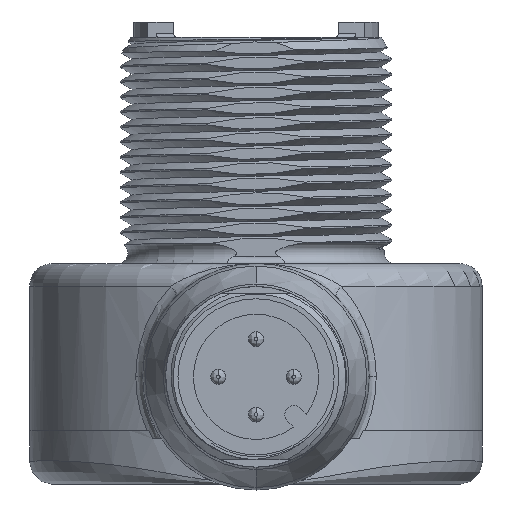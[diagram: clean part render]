
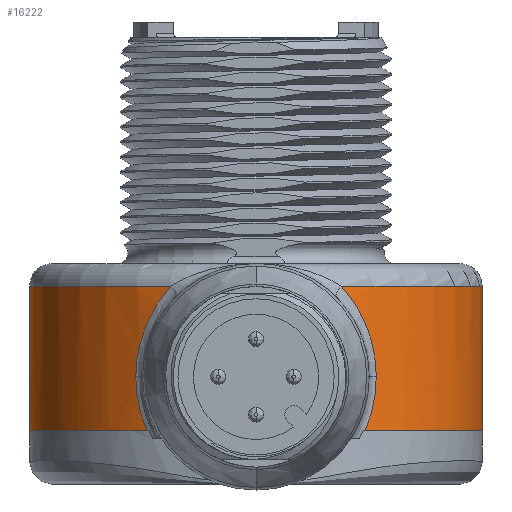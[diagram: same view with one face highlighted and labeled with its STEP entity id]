
A CAD part, front view. The second image highlights one B-rep face of the part: STEP entity #16222.
In plain terms, the highlighted cylindrical face has radius 15 mm (diameter 30 mm), a partial arc.
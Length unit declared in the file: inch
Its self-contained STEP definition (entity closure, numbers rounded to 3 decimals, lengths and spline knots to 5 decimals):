
#5782=CARTESIAN_POINT('',(0.22222,-0.54714,
-0.05906));
#5816=CARTESIAN_POINT('',(0.,0.,-0.43575));
#5817=DIRECTION('',(0.,0.,1.));
#5818=DIRECTION('',(0.482,-0.876,0.));
#5819=AXIS2_PLACEMENT_3D('',#5816,#5817,#5818);
#5821=CARTESIAN_POINT('',(0.28475,-0.51737,
-0.43575));
#5822=CARTESIAN_POINT('',(0.28697,-0.51614,
-0.43062));
#5823=CARTESIAN_POINT('',(0.29115,-0.51381,
-0.42032));
#5824=CARTESIAN_POINT('',(0.29661,-0.51067,
-0.40472));
#5825=CARTESIAN_POINT('',(0.3013,-0.50792,
-0.38903));
#5826=CARTESIAN_POINT('',(0.30521,-0.50558,
-0.37331));
#5827=CARTESIAN_POINT('',(0.30836,-0.50365,
-0.3576));
#5828=CARTESIAN_POINT('',(0.31079,-0.50216,
-0.34192));
#5829=CARTESIAN_POINT('',(0.31249,-0.5011,
-0.32629));
#5830=CARTESIAN_POINT('',(0.3135,-0.50047,
-0.31073));
#5831=CARTESIAN_POINT('',(0.31373,-0.50032,
-0.30042));
#5832=CARTESIAN_POINT('',(0.31373,-0.50032,
-0.29528));
#5834=CARTESIAN_POINT('',(0.31373,-0.50032,
-0.29528));
#5835=CARTESIAN_POINT('',(0.31373,-0.50032,
-0.28989));
#5836=CARTESIAN_POINT('',(0.31348,-0.50048,
-0.27909));
#5837=CARTESIAN_POINT('',(0.31237,-0.50118,
-0.26275));
#5838=CARTESIAN_POINT('',(0.31049,-0.50235,
-0.24631));
#5839=CARTESIAN_POINT('',(0.3078,-0.504,
-0.22982));
#5840=CARTESIAN_POINT('',(0.30431,-0.50612,
-0.2133));
#5841=CARTESIAN_POINT('',(0.29998,-0.5087,
-0.19679));
#5842=CARTESIAN_POINT('',(0.29479,-0.51172,
-0.18033));
#5843=CARTESIAN_POINT('',(0.28873,-0.51517,
-0.16398));
#5844=CARTESIAN_POINT('',(0.28178,-0.51901,
-0.14779));
#5845=CARTESIAN_POINT('',(0.27394,-0.5232,
-0.13182));
#5846=CARTESIAN_POINT('',(0.26521,-0.52768,
-0.11619));
#5847=CARTESIAN_POINT('',(0.25564,-0.53239,
-0.10099));
#5848=CARTESIAN_POINT('',(0.24526,-0.53726,
-0.08633));
#5849=CARTESIAN_POINT('',(0.23413,-0.54221,
-0.07227));
#5850=CARTESIAN_POINT('',(0.22627,-0.5455,
-0.06339));
#5851=CARTESIAN_POINT('',(0.22222,-0.54714,
-0.05906));
#5853=CARTESIAN_POINT('',(0.,0.,-0.05906));
#5854=DIRECTION('',(0.,0.,-1.));
#5855=DIRECTION('',(-1.,0.,0.));
#5856=AXIS2_PLACEMENT_3D('',#5853,#5854,#5855);
#5858=CARTESIAN_POINT('',(0.,0.,-0.05906));
#5859=DIRECTION('',(0.,0.,-1.));
#5860=DIRECTION('',(-0.376,-0.926,0.));
#5861=AXIS2_PLACEMENT_3D('',#5858,#5859,#5860);
#5863=CARTESIAN_POINT('',(-0.22222,-0.54714,
-0.05905));
#5864=CARTESIAN_POINT('',(-0.22627,-0.5455,
-0.06338));
#5865=CARTESIAN_POINT('',(-0.23413,-0.54221,
-0.07227));
#5866=CARTESIAN_POINT('',(-0.24526,-0.53726,
-0.08632));
#5867=CARTESIAN_POINT('',(-0.25563,-0.53239,
-0.10099));
#5868=CARTESIAN_POINT('',(-0.26521,-0.52768,
-0.11618));
#5869=CARTESIAN_POINT('',(-0.27393,-0.5232,
-0.13181));
#5870=CARTESIAN_POINT('',(-0.28178,-0.51901,
-0.14777));
#5871=CARTESIAN_POINT('',(-0.28873,-0.51518,
-0.16396));
#5872=CARTESIAN_POINT('',(-0.29479,-0.51173,
-0.18031));
#5873=CARTESIAN_POINT('',(-0.29998,-0.5087,
-0.19677));
#5874=CARTESIAN_POINT('',(-0.30431,-0.50612,
-0.21328));
#5875=CARTESIAN_POINT('',(-0.3078,-0.504,
-0.22981));
#5876=CARTESIAN_POINT('',(-0.31048,-0.50235,
-0.2463));
#5877=CARTESIAN_POINT('',(-0.31237,-0.50118,
-0.26274));
#5878=CARTESIAN_POINT('',(-0.31348,-0.50048,
-0.27909));
#5879=CARTESIAN_POINT('',(-0.31373,-0.50032,
-0.28989));
#5880=CARTESIAN_POINT('',(-0.31373,-0.50032,
-0.29528));
#5882=CARTESIAN_POINT('',(-0.31373,-0.50032,
-0.29528));
#5883=CARTESIAN_POINT('',(-0.31373,-0.50032,
-0.30042));
#5884=CARTESIAN_POINT('',(-0.3135,-0.50047,
-0.31073));
#5885=CARTESIAN_POINT('',(-0.31249,-0.5011,
-0.3263));
#5886=CARTESIAN_POINT('',(-0.31078,-0.50216,
-0.34194));
#5887=CARTESIAN_POINT('',(-0.30836,-0.50366,
-0.35763));
#5888=CARTESIAN_POINT('',(-0.3052,-0.50558,
-0.37334));
#5889=CARTESIAN_POINT('',(-0.30129,-0.50792,
-0.38906));
#5890=CARTESIAN_POINT('',(-0.29661,-0.51067,
-0.40474));
#5891=CARTESIAN_POINT('',(-0.29114,-0.51381,
-0.42033));
#5892=CARTESIAN_POINT('',(-0.28697,-0.51614,
-0.43062));
#5893=CARTESIAN_POINT('',(-0.28475,-0.51737,
-0.43575));
#12058=CARTESIAN_POINT('',(-0.59055,0.,
-0.05906));
#12060=VERTEX_POINT('',#12058);
#12200=VERTEX_POINT('',#5782);
#12203=VERTEX_POINT('',#5834);
#12208=VERTEX_POINT('',#5863);
#12209=VERTEX_POINT('',#5880);
#12635=CARTESIAN_POINT('',(0.28475,-0.51737,
-0.43575));
#12636=CARTESIAN_POINT('',(-0.28475,-0.51737,
-0.43575));
#12637=VERTEX_POINT('',#12635);
#12638=VERTEX_POINT('',#12636);
#16203=CARTESIAN_POINT('',(0.,0.,-0.64961));
#16204=DIRECTION('',(0.,0.,1.));
#16205=DIRECTION('',(1.,0.,0.));
#16206=AXIS2_PLACEMENT_3D('',#16203,#16204,#16205);
#16207=CYLINDRICAL_SURFACE('',#16206,0.59055);
#16209=ORIENTED_EDGE('',*,*,#16208,.F.);
#16211=ORIENTED_EDGE('',*,*,#16210,.T.);
#16212=ORIENTED_EDGE('',*,*,#16193,.T.);
#16213=ORIENTED_EDGE('',*,*,#16078,.F.);
#16215=ORIENTED_EDGE('',*,*,#16214,.F.);
#16217=ORIENTED_EDGE('',*,*,#16216,.T.);
#16219=ORIENTED_EDGE('',*,*,#16218,.T.);
#16220=EDGE_LOOP('',(#16209,#16211,#16212,#16213,#16215,#16217,#16219));
#16221=FACE_OUTER_BOUND('',#16220,.F.);
#16222=ADVANCED_FACE('',(#16221),#16207,.T.);
#5820=CIRCLE('',#5819,0.59055);
#5833=B_SPLINE_CURVE_WITH_KNOTS('',3,(#5821,#5822,#5823,#5824,#5825,#5826,#5827,
#5828,#5829,#5830,#5831,#5832),.UNSPECIFIED.,.F.,.F.,(4,1,1,1,1,1,1,1,1,4),
(0.,0.11111,0.22222,0.33333,0.44444,
0.55556,0.66667,0.77778,0.88889,1.),
.UNSPECIFIED.);
#5852=B_SPLINE_CURVE_WITH_KNOTS('',3,(#5834,#5835,#5836,#5837,#5838,#5839,#5840,
#5841,#5842,#5843,#5844,#5845,#5846,#5847,#5848,#5849,#5850,#5851),
.UNSPECIFIED.,.F.,.F.,(4,1,1,1,1,1,1,1,1,1,1,1,1,1,1,4),(0.,0.06667,
0.13333,0.2,0.26667,0.33333,0.4,
0.46667,0.53333,0.6,0.66667,0.73333,
0.8,0.86667,0.93333,1.),.UNSPECIFIED.);
#5857=CIRCLE('',#5856,0.59055);
#5862=CIRCLE('',#5861,0.59055);
#5881=B_SPLINE_CURVE_WITH_KNOTS('',3,(#5863,#5864,#5865,#5866,#5867,#5868,#5869,
#5870,#5871,#5872,#5873,#5874,#5875,#5876,#5877,#5878,#5879,#5880),
.UNSPECIFIED.,.F.,.F.,(4,1,1,1,1,1,1,1,1,1,1,1,1,1,1,4),(0.,0.06667,
0.13333,0.2,0.26667,0.33333,0.4,
0.46667,0.53333,0.6,0.66667,0.73333,
0.8,0.86667,0.93333,1.),.UNSPECIFIED.);
#5894=B_SPLINE_CURVE_WITH_KNOTS('',3,(#5882,#5883,#5884,#5885,#5886,#5887,#5888,
#5889,#5890,#5891,#5892,#5893),.UNSPECIFIED.,.F.,.F.,(4,1,1,1,1,1,1,1,1,4),
(0.,0.11111,0.22222,0.33333,0.44444,
0.55556,0.66667,0.77778,0.88889,1.),
.UNSPECIFIED.);
#16078=EDGE_CURVE('',#12060,#12200,#5857,.T.);
#16193=EDGE_CURVE('',#12203,#12200,#5852,.T.);
#16208=EDGE_CURVE('',#12637,#12638,#5820,.T.);
#16210=EDGE_CURVE('',#12637,#12203,#5833,.T.);
#16214=EDGE_CURVE('',#12208,#12060,#5862,.T.);
#16216=EDGE_CURVE('',#12208,#12209,#5881,.T.);
#16218=EDGE_CURVE('',#12209,#12638,#5894,.T.);
